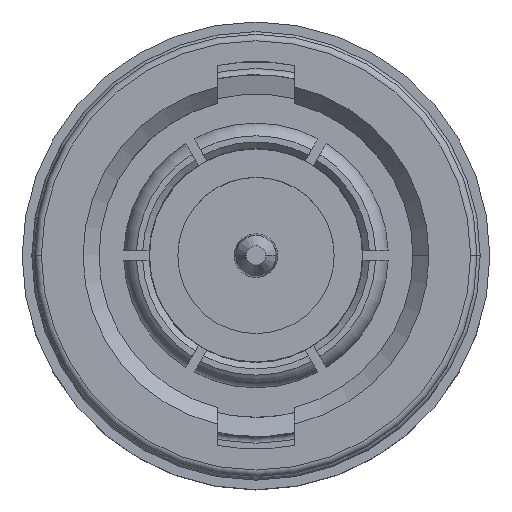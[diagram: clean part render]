
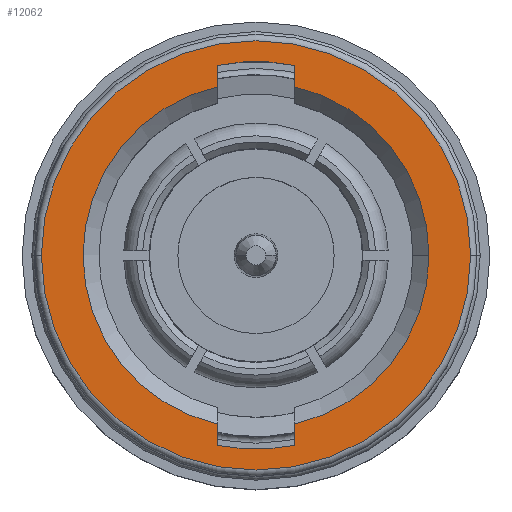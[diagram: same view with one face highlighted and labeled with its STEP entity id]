
A CAD part, top view. The second image highlights one B-rep face of the part: STEP entity #12062.
In plain terms, the highlighted planar face has unit normal (0, 0, 1).
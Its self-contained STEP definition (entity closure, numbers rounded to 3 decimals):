
#120 = VECTOR ( 'NONE', #12618, 1000. ) ;
#128 = DIRECTION ( 'NONE',  ( -1., 0., 0. ) ) ;
#183 = DIRECTION ( 'NONE',  ( 1., 0., 0. ) ) ;
#206 = CARTESIAN_POINT ( 'NONE',  ( 0., 0., 0.85 ) ) ;
#567 = DIRECTION ( 'NONE',  ( 0., 0., 1. ) ) ;
#602 = ORIENTED_EDGE ( 'NONE', *, *, #817, .F. ) ;
#612 = CARTESIAN_POINT ( 'NONE',  ( -1.2, -5.93, 0.85 ) ) ;
#817 = EDGE_CURVE ( 'NONE', #15322, #8984, #7834, .T. ) ;
#891 = CIRCLE ( 'NONE', #15305, 6.7 ) ;
#1513 = DIRECTION ( 'NONE',  ( 0., 0., 1. ) ) ;
#1621 = CARTESIAN_POINT ( 'NONE',  ( 0., 0., 0.85 ) ) ;
#1704 = ORIENTED_EDGE ( 'NONE', *, *, #17166, .T. ) ;
#2111 = AXIS2_PLACEMENT_3D ( 'NONE', #9237, #16077, #17365 ) ;
#2435 = DIRECTION ( 'NONE',  ( 0., 1., 0. ) ) ;
#2516 = AXIS2_PLACEMENT_3D ( 'NONE', #14041, #8420, #7084 ) ;
#2544 = EDGE_CURVE ( 'NONE', #14871, #5323, #7853, .T. ) ;
#2586 = DIRECTION ( 'NONE',  ( 0., -1., 0. ) ) ;
#2730 = FACE_OUTER_BOUND ( 'NONE', #15522, .T. ) ;
#2731 = EDGE_CURVE ( 'NONE', #12173, #13385, #11732, .T. ) ;
#2836 = VERTEX_POINT ( 'NONE', #16704 ) ;
#3092 = DIRECTION ( 'NONE',  ( 0., 0., -1. ) ) ;
#3397 = CIRCLE ( 'NONE', #2516, 5.4 ) ;
#3635 = ORIENTED_EDGE ( 'NONE', *, *, #2544, .T. ) ;
#3767 = CIRCLE ( 'NONE', #15901, 6.05 ) ;
#4386 = ORIENTED_EDGE ( 'NONE', *, *, #5250, .F. ) ;
#4487 = EDGE_CURVE ( 'NONE', #16886, #15011, #3397, .T. ) ;
#4539 = VERTEX_POINT ( 'NONE', #612 ) ;
#4733 = CARTESIAN_POINT ( 'NONE',  ( -1.2, 5.265, 0.85 ) ) ;
#4828 = FACE_BOUND ( 'NONE', #8463, .T. ) ;
#5250 = EDGE_CURVE ( 'NONE', #2836, #12173, #6022, .T. ) ;
#5281 = AXIS2_PLACEMENT_3D ( 'NONE', #1621, #3092, #128 ) ;
#5323 = VERTEX_POINT ( 'NONE', #17196 ) ;
#5576 = AXIS2_PLACEMENT_3D ( 'NONE', #206, #1513, #6904 ) ;
#5857 = ORIENTED_EDGE ( 'NONE', *, *, #2731, .F. ) ;
#5987 = AXIS2_PLACEMENT_3D ( 'NONE', #11196, #15085, #16752 ) ;
#6022 = LINE ( 'NONE', #8874, #120 ) ;
#6721 = VERTEX_POINT ( 'NONE', #10987 ) ;
#6904 = DIRECTION ( 'NONE',  ( 1., 0., 0. ) ) ;
#7047 = LINE ( 'NONE', #14537, #11563 ) ;
#7084 = DIRECTION ( 'NONE',  ( 1., 0., 0. ) ) ;
#7834 = LINE ( 'NONE', #12154, #14067 ) ;
#7853 = CIRCLE ( 'NONE', #2111, 6.7 ) ;
#8210 = EDGE_CURVE ( 'NONE', #15011, #15322, #16082, .T. ) ;
#8420 = DIRECTION ( 'NONE',  ( 0., 0., 1. ) ) ;
#8456 = CARTESIAN_POINT ( 'NONE',  ( 1.2, -4.751, 0.85 ) ) ;
#8463 = EDGE_LOOP ( 'NONE', ( #8530, #602, #13247, #12358, #12119, #9487, #16196, #5857, #4386 ) ) ;
#8524 = DIRECTION ( 'NONE',  ( 0., 1., 0. ) ) ;
#8530 = ORIENTED_EDGE ( 'NONE', *, *, #11246, .F. ) ;
#8547 = CARTESIAN_POINT ( 'NONE',  ( 5.4, 0., 0.85 ) ) ;
#8567 = CARTESIAN_POINT ( 'NONE',  ( 0., 0., 0.85 ) ) ;
#8874 = CARTESIAN_POINT ( 'NONE',  ( -1.2, 4.751, 0.85 ) ) ;
#8984 = VERTEX_POINT ( 'NONE', #9798 ) ;
#9237 = CARTESIAN_POINT ( 'NONE',  ( 0., 0., 0.85 ) ) ;
#9487 = ORIENTED_EDGE ( 'NONE', *, *, #13919, .F. ) ;
#9659 = VECTOR ( 'NONE', #8524, 1000. ) ;
#9738 = PLANE ( 'NONE',  #5281 ) ;
#9798 = CARTESIAN_POINT ( 'NONE',  ( 1.2, 5.93, 0.85 ) ) ;
#10362 = CARTESIAN_POINT ( 'NONE',  ( 1.2, -5.265, 0.85 ) ) ;
#10895 = AXIS2_PLACEMENT_3D ( 'NONE', #16466, #10952, #183 ) ;
#10952 = DIRECTION ( 'NONE',  ( 0., 0., 1. ) ) ;
#10987 = CARTESIAN_POINT ( 'NONE',  ( 1.2, -5.93, 0.85 ) ) ;
#11196 = CARTESIAN_POINT ( 'NONE',  ( 0., 0., 0.85 ) ) ;
#11246 = EDGE_CURVE ( 'NONE', #8984, #2836, #13645, .T. ) ;
#11506 = DIRECTION ( 'NONE',  ( 1., 0., 0. ) ) ;
#11563 = VECTOR ( 'NONE', #2586, 1000. ) ;
#11732 = CIRCLE ( 'NONE', #10895, 5.4 ) ;
#12062 = ADVANCED_FACE ( 'NONE', ( #2730, #4828 ), #9738, .F. ) ;
#12119 = ORIENTED_EDGE ( 'NONE', *, *, #15538, .F. ) ;
#12154 = CARTESIAN_POINT ( 'NONE',  ( 1.2, 4.751, 0.85 ) ) ;
#12173 = VERTEX_POINT ( 'NONE', #4733 ) ;
#12358 = ORIENTED_EDGE ( 'NONE', *, *, #4487, .F. ) ;
#12618 = DIRECTION ( 'NONE',  ( 0., -1., 0. ) ) ;
#12756 = CARTESIAN_POINT ( 'NONE',  ( 0., 0., 0.85 ) ) ;
#13247 = ORIENTED_EDGE ( 'NONE', *, *, #8210, .F. ) ;
#13299 = LINE ( 'NONE', #8456, #9659 ) ;
#13385 = VERTEX_POINT ( 'NONE', #16059 ) ;
#13554 = CARTESIAN_POINT ( 'NONE',  ( 1.2, 5.265, 0.85 ) ) ;
#13645 = CIRCLE ( 'NONE', #5987, 6.05 ) ;
#13919 = EDGE_CURVE ( 'NONE', #4539, #6721, #3767, .T. ) ;
#13935 = DIRECTION ( 'NONE',  ( 0., 0., 1. ) ) ;
#14041 = CARTESIAN_POINT ( 'NONE',  ( 0., 0., 0.85 ) ) ;
#14067 = VECTOR ( 'NONE', #2435, 1000. ) ;
#14101 = DIRECTION ( 'NONE',  ( -1., 0., 0. ) ) ;
#14537 = CARTESIAN_POINT ( 'NONE',  ( -1.2, -4.751, 0.85 ) ) ;
#14871 = VERTEX_POINT ( 'NONE', #15937 ) ;
#15011 = VERTEX_POINT ( 'NONE', #8547 ) ;
#15085 = DIRECTION ( 'NONE',  ( 0., 0., 1. ) ) ;
#15305 = AXIS2_PLACEMENT_3D ( 'NONE', #12756, #13935, #14101 ) ;
#15322 = VERTEX_POINT ( 'NONE', #13554 ) ;
#15522 = EDGE_LOOP ( 'NONE', ( #3635, #1704 ) ) ;
#15538 = EDGE_CURVE ( 'NONE', #6721, #16886, #13299, .T. ) ;
#15901 = AXIS2_PLACEMENT_3D ( 'NONE', #8567, #567, #11506 ) ;
#15937 = CARTESIAN_POINT ( 'NONE',  ( -6.7, 0., 0.85 ) ) ;
#16059 = CARTESIAN_POINT ( 'NONE',  ( -1.2, -5.265, 0.85 ) ) ;
#16077 = DIRECTION ( 'NONE',  ( 0., 0., 1. ) ) ;
#16082 = CIRCLE ( 'NONE', #5576, 5.4 ) ;
#16196 = ORIENTED_EDGE ( 'NONE', *, *, #16418, .F. ) ;
#16418 = EDGE_CURVE ( 'NONE', #13385, #4539, #7047, .T. ) ;
#16466 = CARTESIAN_POINT ( 'NONE',  ( 0., 0., 0.85 ) ) ;
#16704 = CARTESIAN_POINT ( 'NONE',  ( -1.2, 5.93, 0.85 ) ) ;
#16752 = DIRECTION ( 'NONE',  ( -1., 0., 0. ) ) ;
#16886 = VERTEX_POINT ( 'NONE', #10362 ) ;
#17166 = EDGE_CURVE ( 'NONE', #5323, #14871, #891, .T. ) ;
#17196 = CARTESIAN_POINT ( 'NONE',  ( 6.7, 0., 0.85 ) ) ;
#17365 = DIRECTION ( 'NONE',  ( -1., 0., 0. ) ) ;
